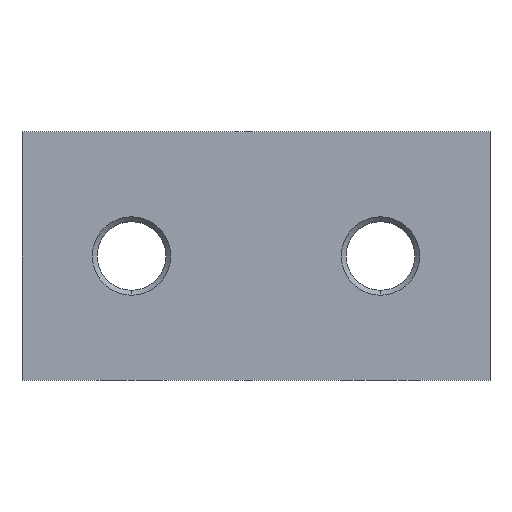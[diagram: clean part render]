
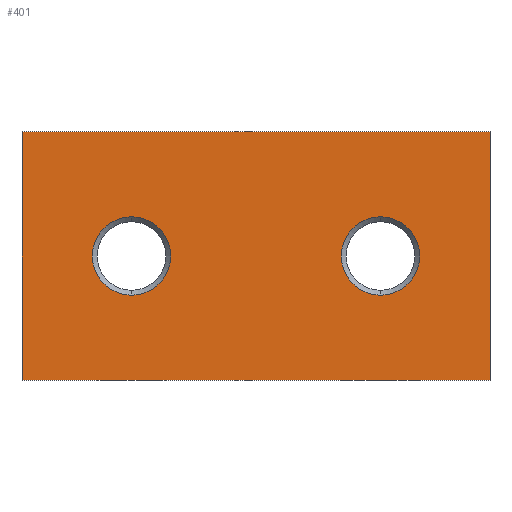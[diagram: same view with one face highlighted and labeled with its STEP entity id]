
A CAD part, front view. The second image highlights one B-rep face of the part: STEP entity #401.
In plain terms, the highlighted planar face has unit normal (0, -1, 0).
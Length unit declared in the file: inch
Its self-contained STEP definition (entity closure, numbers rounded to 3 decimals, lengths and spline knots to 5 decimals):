
#5 = VECTOR ( 'NONE', #980, 39.37008 ) ;
#27 = LINE ( 'NONE', #710, #338 ) ;
#32 = DIRECTION ( 'NONE',  ( 0., 0., -1. ) ) ;
#45 = AXIS2_PLACEMENT_3D ( 'NONE', #827, #80, #861 ) ;
#80 = DIRECTION ( 'NONE',  ( 0., -1., 0. ) ) ;
#85 = CARTESIAN_POINT ( 'NONE',  ( 1.88, -0.5, 0.5 ) ) ;
#91 = DIRECTION ( 'NONE',  ( 0., 0., 1. ) ) ;
#93 = AXIS2_PLACEMENT_3D ( 'NONE', #276, #800, #370 ) ;
#98 = CARTESIAN_POINT ( 'NONE',  ( 0., -0.5, 0.5 ) ) ;
#99 = CARTESIAN_POINT ( 'NONE',  ( 1.88, -0.5, 0.5 ) ) ;
#100 = ORIENTED_EDGE ( 'NONE', *, *, #547, .F. ) ;
#121 = CARTESIAN_POINT ( 'NONE',  ( 0., -0.5, -0.5 ) ) ;
#127 = VERTEX_POINT ( 'NONE', #808 ) ;
#131 = AXIS2_PLACEMENT_3D ( 'NONE', #993, #555, #32 ) ;
#151 = DIRECTION ( 'NONE',  ( -1., 0., 0. ) ) ;
#156 = CARTESIAN_POINT ( 'NONE',  ( 0.44, -0.5, 0. ) ) ;
#168 = LINE ( 'NONE', #504, #627 ) ;
#169 = DIRECTION ( 'NONE',  ( 0., -1., 0. ) ) ;
#174 = CARTESIAN_POINT ( 'NONE',  ( 1.44, -0.5, 0.15748 ) ) ;
#175 = CIRCLE ( 'NONE', #386, 0.15748 ) ;
#210 = ORIENTED_EDGE ( 'NONE', *, *, #860, .F. ) ;
#237 = EDGE_CURVE ( 'NONE', #127, #487, #363, .T. ) ;
#243 = ORIENTED_EDGE ( 'NONE', *, *, #747, .F. ) ;
#276 = CARTESIAN_POINT ( 'NONE',  ( 0.44, -0.5, 0. ) ) ;
#330 = EDGE_CURVE ( 'NONE', #1025, #583, #175, .T. ) ;
#338 = VECTOR ( 'NONE', #716, 39.37008 ) ;
#363 = CIRCLE ( 'NONE', #45, 0.15748 ) ;
#370 = DIRECTION ( 'NONE',  ( 0., 0., -1. ) ) ;
#376 = ORIENTED_EDGE ( 'NONE', *, *, #330, .F. ) ;
#386 = AXIS2_PLACEMENT_3D ( 'NONE', #156, #169, #489 ) ;
#400 = CARTESIAN_POINT ( 'NONE',  ( 0., -0.5, 0.5 ) ) ;
#401 = ADVANCED_FACE ( 'NONE', ( #438, #1039, #1050 ), #865, .F. ) ;
#438 = FACE_OUTER_BOUND ( 'NONE', #632, .T. ) ;
#449 = LINE ( 'NONE', #98, #1061 ) ;
#479 = ORIENTED_EDGE ( 'NONE', *, *, #237, .F. ) ;
#487 = VERTEX_POINT ( 'NONE', #174 ) ;
#489 = DIRECTION ( 'NONE',  ( 0., 0., -1. ) ) ;
#504 = CARTESIAN_POINT ( 'NONE',  ( 1.88, -0.5, -0.5 ) ) ;
#513 = EDGE_CURVE ( 'NONE', #583, #1025, #1092, .T. ) ;
#533 = EDGE_CURVE ( 'NONE', #673, #757, #27, .T. ) ;
#547 = EDGE_CURVE ( 'NONE', #757, #1058, #648, .T. ) ;
#555 = DIRECTION ( 'NONE',  ( 0., -1., 0. ) ) ;
#583 = VERTEX_POINT ( 'NONE', #1082 ) ;
#594 = VERTEX_POINT ( 'NONE', #121 ) ;
#626 = CARTESIAN_POINT ( 'NONE',  ( 1.88, -0.5, 0.5 ) ) ;
#627 = VECTOR ( 'NONE', #151, 39.37008 ) ;
#632 = EDGE_LOOP ( 'NONE', ( #243, #100, #878, #210 ) ) ;
#648 = LINE ( 'NONE', #626, #5 ) ;
#673 = VERTEX_POINT ( 'NONE', #400 ) ;
#689 = DIRECTION ( 'NONE',  ( 0., 1., 0. ) ) ;
#710 = CARTESIAN_POINT ( 'NONE',  ( 1.88, -0.5, 0.5 ) ) ;
#716 = DIRECTION ( 'NONE',  ( 1., 0., 0. ) ) ;
#747 = EDGE_CURVE ( 'NONE', #1058, #594, #168, .T. ) ;
#757 = VERTEX_POINT ( 'NONE', #85 ) ;
#763 = ORIENTED_EDGE ( 'NONE', *, *, #994, .F. ) ;
#770 = ORIENTED_EDGE ( 'NONE', *, *, #513, .F. ) ;
#782 = AXIS2_PLACEMENT_3D ( 'NONE', #99, #689, #91 ) ;
#800 = DIRECTION ( 'NONE',  ( 0., -1., 0. ) ) ;
#808 = CARTESIAN_POINT ( 'NONE',  ( 1.44, -0.5, -0.15748 ) ) ;
#825 = CARTESIAN_POINT ( 'NONE',  ( 1.88, -0.5, -0.5 ) ) ;
#827 = CARTESIAN_POINT ( 'NONE',  ( 1.44, -0.5, 0. ) ) ;
#860 = EDGE_CURVE ( 'NONE', #594, #673, #449, .T. ) ;
#861 = DIRECTION ( 'NONE',  ( 0., 0., -1. ) ) ;
#865 = PLANE ( 'NONE',  #782 ) ;
#878 = ORIENTED_EDGE ( 'NONE', *, *, #533, .F. ) ;
#885 = CIRCLE ( 'NONE', #131, 0.15748 ) ;
#957 = DIRECTION ( 'NONE',  ( 0., 0., 1. ) ) ;
#980 = DIRECTION ( 'NONE',  ( 0., 0., -1. ) ) ;
#981 = EDGE_LOOP ( 'NONE', ( #479, #763 ) ) ;
#993 = CARTESIAN_POINT ( 'NONE',  ( 1.44, -0.5, 0. ) ) ;
#994 = EDGE_CURVE ( 'NONE', #487, #127, #885, .T. ) ;
#1025 = VERTEX_POINT ( 'NONE', #1075 ) ;
#1039 = FACE_BOUND ( 'NONE', #1084, .T. ) ;
#1050 = FACE_BOUND ( 'NONE', #981, .T. ) ;
#1058 = VERTEX_POINT ( 'NONE', #825 ) ;
#1061 = VECTOR ( 'NONE', #957, 39.37008 ) ;
#1075 = CARTESIAN_POINT ( 'NONE',  ( 0.44, -0.5, -0.15748 ) ) ;
#1082 = CARTESIAN_POINT ( 'NONE',  ( 0.44, -0.5, 0.15748 ) ) ;
#1084 = EDGE_LOOP ( 'NONE', ( #376, #770 ) ) ;
#1092 = CIRCLE ( 'NONE', #93, 0.15748 ) ;
